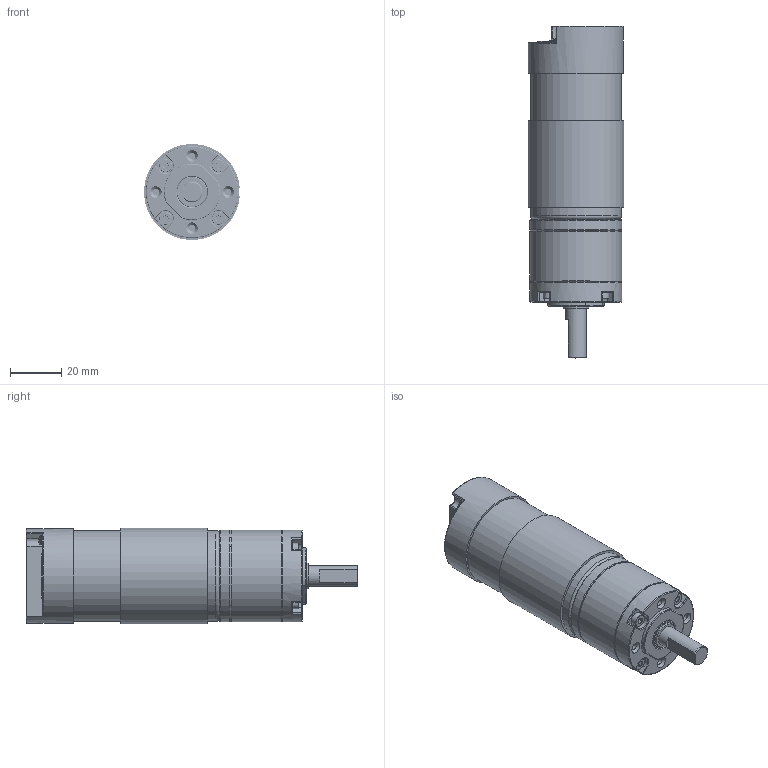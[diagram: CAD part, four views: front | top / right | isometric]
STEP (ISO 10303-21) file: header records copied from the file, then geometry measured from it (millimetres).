
FILE_DESCRIPTION(/* description */ (''),/* implementation_level */ '2;1');
FILE_NAME(/* name */ 'DC motor v11.step',/* time_stamp */ '2021-05-06T23:43:46+05:00',/* author */ (''),/* organization */ (''),/* preprocessor_version */ 'ST-DEVELOPER v18.1',/* originating_system */ 'Autodesk Translation Framework v10.6.0.1341',/* authorisation */ '');
FILE_SCHEMA (('AUTOMOTIVE_DESIGN { 1 0 10303 214 3 1 1 }'));
Length unit declared in the file: millimetre
Products named in the file (4): DC motor; 91290A075; 7804K115; 92005A036_STEEL PAN HEAD PHILLIPS SCREW
Assembly tree (7 placements, depth 2):
  DC motor
    91290A075  x4
    7804K115
    92005A036_STEEL PAN HEAD PHILLIPS SCREW  x2
Bounding box: 37.47 x 129.9 x 37.47 mm (x, y, z)
Volume: 112600.6 mm3; surface area: 31637.4 mm2
Topology: 28 solids, 28 shells, 861 faces, 2273 edges, 1477 vertices
Faces by surface type: cylinder 510, plane 197, cone 84, torus 31, sphere 27, bspline 12
Full cylindrical faces by diameter (mm): 1.48 x68, 2 x70, 2.015 x136, 2.5 x4, 2.6 x152, 4 x2, 5 x4, 8 x3, 9.253 x4, 10 x1, 10.747 x4, 12 x2, 35.6 x1, 36 x3, 37.2 x1
Entity records: 27025 total; most frequent: CARTESIAN_POINT 16143, ORIENTED_EDGE 2262, DIRECTION 2025, EDGE_CURVE 1131, AXIS2_PLACEMENT_3D 768, VERTEX_POINT 742, EDGE_LOOP 513, LINE 489
